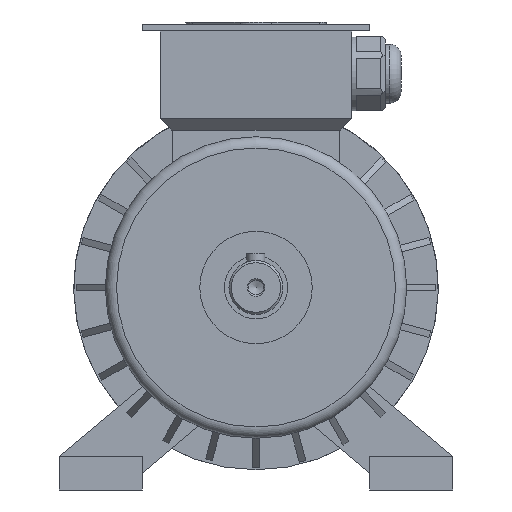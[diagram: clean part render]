
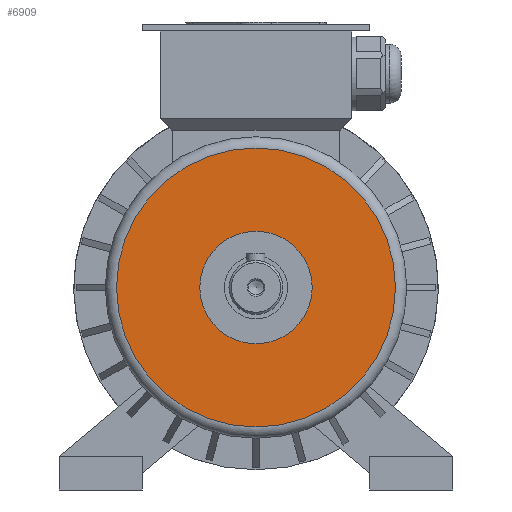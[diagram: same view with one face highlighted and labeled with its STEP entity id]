
A CAD part, front view. The second image highlights one B-rep face of the part: STEP entity #6909.
In plain terms, the highlighted planar face has unit normal (0, -1, 0).
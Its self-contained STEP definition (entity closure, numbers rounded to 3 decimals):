
#303=CIRCLE('',#7352,62.);
#304=CIRCLE('',#7353,25.);
#1050=ORIENTED_EDGE('',*,*,#2322,.T.);
#1051=ORIENTED_EDGE('',*,*,#2323,.T.);
#2322=EDGE_CURVE('',#2909,#2909,#303,.F.);
#2323=EDGE_CURVE('',#2910,#2910,#304,.T.);
#2909=VERTEX_POINT('',#10114);
#2910=VERTEX_POINT('',#10116);
#4131=EDGE_LOOP('',(#1050));
#4132=EDGE_LOOP('',(#1051));
#4451=FACE_BOUND('',#4131,.T.);
#4452=FACE_BOUND('',#4132,.T.);
#4737=PLANE('',#7351);
#6909=ADVANCED_FACE('',(#4451,#4452),#4737,.F.);
#7351=AXIS2_PLACEMENT_3D('',#10112,#8450,#8451);
#7352=AXIS2_PLACEMENT_3D('',#10113,#8452,#8453);
#7353=AXIS2_PLACEMENT_3D('',#10115,#8454,#8455);
#8450=DIRECTION('',(0.,1.,0.));
#8451=DIRECTION('',(0.,0.,1.));
#8452=DIRECTION('',(0.,1.,0.));
#8453=DIRECTION('',(0.,0.,1.));
#8454=DIRECTION('',(0.,1.,0.));
#8455=DIRECTION('',(1.,0.,0.));
#10112=CARTESIAN_POINT('',(0.,-21.,0.));
#10113=CARTESIAN_POINT('',(0.,-21.,0.));
#10114=CARTESIAN_POINT('',(0.,-21.,62.));
#10115=CARTESIAN_POINT('',(0.,-21.,0.));
#10116=CARTESIAN_POINT('',(25.,-21.,0.));
